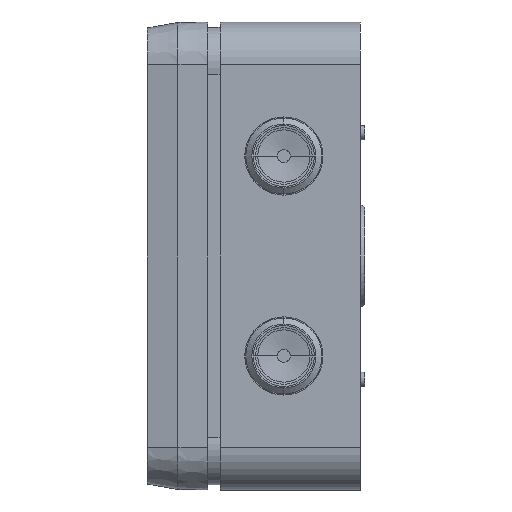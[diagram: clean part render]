
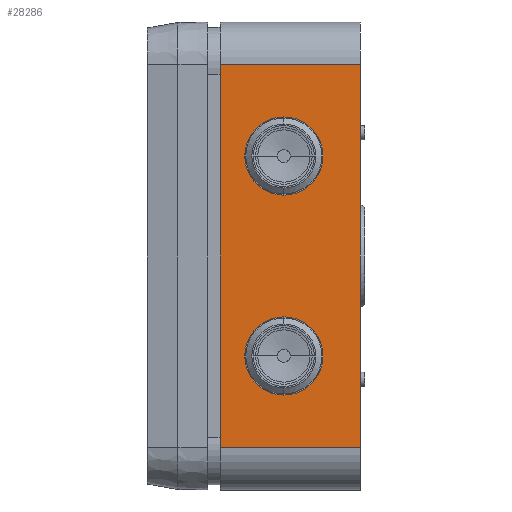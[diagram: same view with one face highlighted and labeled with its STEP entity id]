
A CAD part, left-side view. The second image highlights one B-rep face of the part: STEP entity #28286.
In plain terms, the highlighted planar face has unit normal (-1, 0, 0).
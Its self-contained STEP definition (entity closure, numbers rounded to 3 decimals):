
#17 = CIRCLE ( 'NONE', #27130, 9.188 ) ;
#45 = LINE ( 'NONE', #6932, #21382 ) ;
#130 = VERTEX_POINT ( 'NONE', #22194 ) ;
#749 = EDGE_CURVE ( 'NONE', #1832, #130, #28378, .T. ) ;
#930 = CARTESIAN_POINT ( 'NONE',  ( -55., 0., -45. ) ) ;
#1066 = CARTESIAN_POINT ( 'NONE',  ( -55., 33., 45. ) ) ;
#1832 = VERTEX_POINT ( 'NONE', #28850 ) ;
#2485 = EDGE_LOOP ( 'NONE', ( #10659, #24451, #10028, #19307 ) ) ;
#3255 = CARTESIAN_POINT ( 'NONE',  ( -55., 33., -45. ) ) ;
#3267 = CIRCLE ( 'NONE', #28010, 9.188 ) ;
#3278 = EDGE_CURVE ( 'NONE', #9953, #19633, #7650, .T. ) ;
#3384 = AXIS2_PLACEMENT_3D ( 'NONE', #8271, #10432, #14843 ) ;
#4220 = EDGE_CURVE ( 'NONE', #19633, #13529, #45, .T. ) ;
#4294 = ORIENTED_EDGE ( 'NONE', *, *, #749, .F. ) ;
#4946 = CARTESIAN_POINT ( 'NONE',  ( -55., 18., -23.5 ) ) ;
#5163 = CARTESIAN_POINT ( 'NONE',  ( -55., 18., -32.688 ) ) ;
#5164 = FACE_BOUND ( 'NONE', #15941, .T. ) ;
#5865 = CARTESIAN_POINT ( 'NONE',  ( -55., 33., -45. ) ) ;
#6308 = EDGE_LOOP ( 'NONE', ( #10672, #7317 ) ) ;
#6619 = CIRCLE ( 'NONE', #3384, 9.188 ) ;
#6715 = DIRECTION ( 'NONE',  ( 0., 0., 1. ) ) ;
#6932 = CARTESIAN_POINT ( 'NONE',  ( -55., 0., 45. ) ) ;
#7230 = EDGE_CURVE ( 'NONE', #23405, #14234, #6619, .T. ) ;
#7317 = ORIENTED_EDGE ( 'NONE', *, *, #7230, .F. ) ;
#7408 = DIRECTION ( 'NONE',  ( 0., 0., -1. ) ) ;
#7516 = FACE_BOUND ( 'NONE', #6308, .T. ) ;
#7650 = LINE ( 'NONE', #3255, #12236 ) ;
#7896 = LINE ( 'NONE', #23265, #23500 ) ;
#8271 = CARTESIAN_POINT ( 'NONE',  ( -55., 18., -23.5 ) ) ;
#9189 = ORIENTED_EDGE ( 'NONE', *, *, #10183, .F. ) ;
#9580 = AXIS2_PLACEMENT_3D ( 'NONE', #1066, #25781, #23166 ) ;
#9953 = VERTEX_POINT ( 'NONE', #5865 ) ;
#10028 = ORIENTED_EDGE ( 'NONE', *, *, #24553, .F. ) ;
#10183 = EDGE_CURVE ( 'NONE', #130, #1832, #3267, .T. ) ;
#10432 = DIRECTION ( 'NONE',  ( -1., 0., 0. ) ) ;
#10659 = ORIENTED_EDGE ( 'NONE', *, *, #4220, .T. ) ;
#10672 = ORIENTED_EDGE ( 'NONE', *, *, #22514, .F. ) ;
#10988 = DIRECTION ( 'NONE',  ( 0., 0., 1. ) ) ;
#11119 = CARTESIAN_POINT ( 'NONE',  ( -55., 18., -14.312 ) ) ;
#12236 = VECTOR ( 'NONE', #15210, 1000. ) ;
#13529 = VERTEX_POINT ( 'NONE', #18785 ) ;
#13901 = CARTESIAN_POINT ( 'NONE',  ( -55., 18., 23.5 ) ) ;
#14234 = VERTEX_POINT ( 'NONE', #11119 ) ;
#14376 = FACE_OUTER_BOUND ( 'NONE', #2485, .T. ) ;
#14600 = DIRECTION ( 'NONE',  ( 0., 0., 1. ) ) ;
#14843 = DIRECTION ( 'NONE',  ( 0., 0., 1. ) ) ;
#15210 = DIRECTION ( 'NONE',  ( 0., -1., 0. ) ) ;
#15941 = EDGE_LOOP ( 'NONE', ( #4294, #9189 ) ) ;
#18141 = DIRECTION ( 'NONE',  ( -1., 0., 0. ) ) ;
#18487 = CARTESIAN_POINT ( 'NONE',  ( -55., 18., 23.5 ) ) ;
#18785 = CARTESIAN_POINT ( 'NONE',  ( -55., 0., 45. ) ) ;
#19307 = ORIENTED_EDGE ( 'NONE', *, *, #3278, .T. ) ;
#19633 = VERTEX_POINT ( 'NONE', #930 ) ;
#20413 = DIRECTION ( 'NONE',  ( 0., -1., 0. ) ) ;
#20829 = LINE ( 'NONE', #23056, #22663 ) ;
#21382 = VECTOR ( 'NONE', #10988, 1000. ) ;
#22194 = CARTESIAN_POINT ( 'NONE',  ( -55., 18., 14.312 ) ) ;
#22514 = EDGE_CURVE ( 'NONE', #14234, #23405, #17, .T. ) ;
#22663 = VECTOR ( 'NONE', #20413, 1000. ) ;
#23056 = CARTESIAN_POINT ( 'NONE',  ( -55., 33., 45. ) ) ;
#23166 = DIRECTION ( 'NONE',  ( 0., 0., -1. ) ) ;
#23265 = CARTESIAN_POINT ( 'NONE',  ( -55., 33., 45. ) ) ;
#23405 = VERTEX_POINT ( 'NONE', #5163 ) ;
#23454 = PLANE ( 'NONE',  #9580 ) ;
#23500 = VECTOR ( 'NONE', #14600, 1000. ) ;
#24202 = AXIS2_PLACEMENT_3D ( 'NONE', #18487, #27435, #7408 ) ;
#24451 = ORIENTED_EDGE ( 'NONE', *, *, #27708, .F. ) ;
#24553 = EDGE_CURVE ( 'NONE', #9953, #26464, #7896, .T. ) ;
#24574 = DIRECTION ( 'NONE',  ( 0., 0., -1. ) ) ;
#25781 = DIRECTION ( 'NONE',  ( 1., 0., 0. ) ) ;
#26464 = VERTEX_POINT ( 'NONE', #27841 ) ;
#26748 = DIRECTION ( 'NONE',  ( -1., 0., 0. ) ) ;
#27130 = AXIS2_PLACEMENT_3D ( 'NONE', #4946, #26748, #6715 ) ;
#27435 = DIRECTION ( 'NONE',  ( -1., 0., 0. ) ) ;
#27708 = EDGE_CURVE ( 'NONE', #26464, #13529, #20829, .T. ) ;
#27841 = CARTESIAN_POINT ( 'NONE',  ( -55., 33., 45. ) ) ;
#28010 = AXIS2_PLACEMENT_3D ( 'NONE', #13901, #18141, #24574 ) ;
#28286 = ADVANCED_FACE ( 'NONE', ( #14376, #7516, #5164 ), #23454, .F. ) ;
#28378 = CIRCLE ( 'NONE', #24202, 9.188 ) ;
#28850 = CARTESIAN_POINT ( 'NONE',  ( -55., 18., 32.688 ) ) ;
